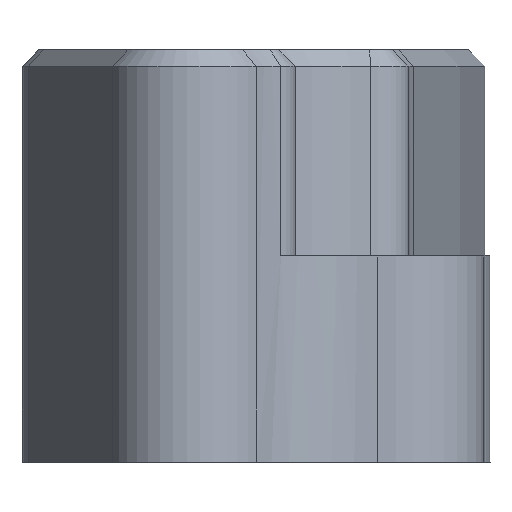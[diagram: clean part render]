
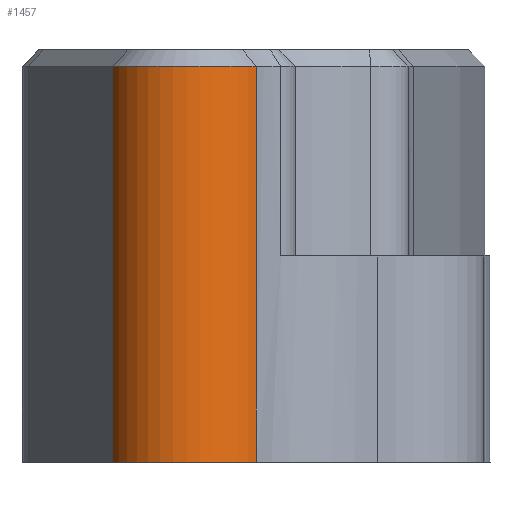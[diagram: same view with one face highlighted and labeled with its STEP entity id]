
A CAD part, left-side view. The second image highlights one B-rep face of the part: STEP entity #1457.
In plain terms, the highlighted cylindrical face has radius 2 mm (diameter 4 mm), a partial arc.
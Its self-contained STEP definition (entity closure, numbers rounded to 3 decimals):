
#66=CIRCLE('',#1547,2.);
#89=CIRCLE('',#1590,2.);
#112=CYLINDRICAL_SURFACE('',#1594,2.);
#223=FACE_OUTER_BOUND('',#310,.T.);
#310=EDGE_LOOP('',(#1318,#1319,#1320,#1321));
#439=LINE('',#2511,#562);
#440=LINE('',#2527,#563);
#562=VECTOR('',#1936,2.);
#563=VECTOR('',#1957,2.);
#697=VERTEX_POINT('',#2420);
#698=VERTEX_POINT('',#2424);
#722=VERTEX_POINT('',#2509);
#725=VERTEX_POINT('',#2518);
#881=EDGE_CURVE('',#697,#698,#66,.T.);
#924=EDGE_CURVE('',#697,#722,#439,.T.);
#929=EDGE_CURVE('',#722,#725,#89,.T.);
#933=EDGE_CURVE('',#725,#698,#440,.T.);
#1318=ORIENTED_EDGE('',*,*,#881,.F.);
#1319=ORIENTED_EDGE('',*,*,#924,.T.);
#1320=ORIENTED_EDGE('',*,*,#929,.T.);
#1321=ORIENTED_EDGE('',*,*,#933,.T.);
#1457=ADVANCED_FACE('',(#223),#112,.T.);
#1547=AXIS2_PLACEMENT_3D('',#2425,#1836,#1837);
#1590=AXIS2_PLACEMENT_3D('',#2520,#1947,#1948);
#1594=AXIS2_PLACEMENT_3D('',#2526,#1955,#1956);
#1836=DIRECTION('center_axis',(0.,0.,
1.));
#1837=DIRECTION('ref_axis',(-0.383,0.924,0.));
#1936=DIRECTION('',(0.,0.,-1.));
#1947=DIRECTION('center_axis',(0.,0.,
1.));
#1948=DIRECTION('ref_axis',(0.383,-0.924,0.));
#1955=DIRECTION('center_axis',(0.,0.,
1.));
#1956=DIRECTION('ref_axis',(0.383,-0.924,0.));
#1957=DIRECTION('',(0.,0.,1.));
#2420=CARTESIAN_POINT('',(-21.389,-35.919,36.85));
#2424=CARTESIAN_POINT('',(-21.775,-39.403,36.85));
#2425=CARTESIAN_POINT('Origin',(-20.624,-37.767,36.85));
#2509=CARTESIAN_POINT('',(-21.389,-35.919,27.25));
#2511=CARTESIAN_POINT('',(-21.389,-35.919,27.25));
#2518=CARTESIAN_POINT('',(-21.775,-39.403,27.25));
#2520=CARTESIAN_POINT('Origin',(-20.624,-37.767,27.25));
#2526=CARTESIAN_POINT('Origin',(-20.624,-37.767,27.25));
#2527=CARTESIAN_POINT('',(-21.775,-39.403,27.25));
